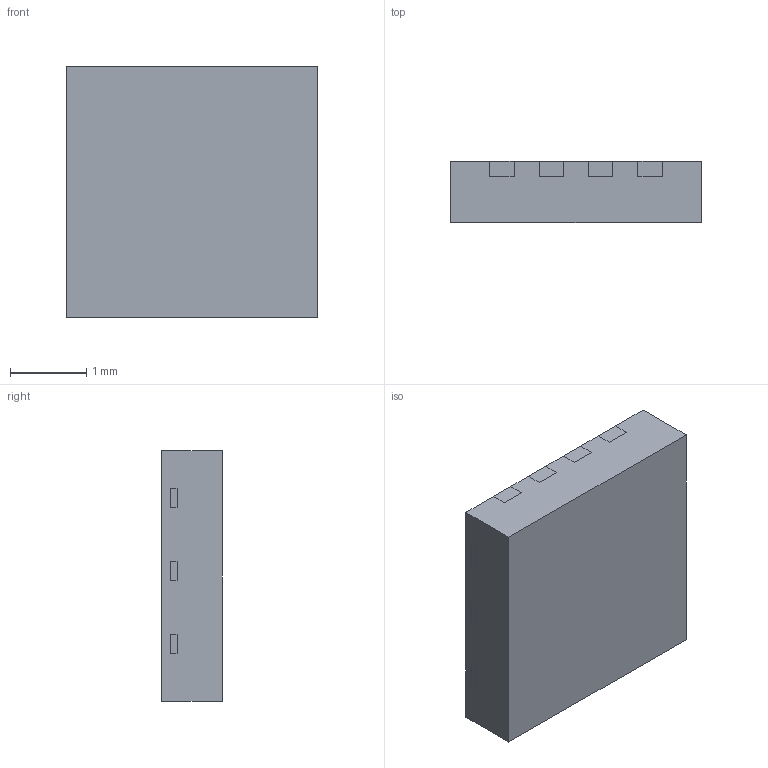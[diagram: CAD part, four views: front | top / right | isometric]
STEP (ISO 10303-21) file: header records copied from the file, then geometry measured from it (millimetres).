
FILE_DESCRIPTION(/* description */ ('Unknown'),/* implementation_level */ '2;1');
FILE_NAME(/* name */ 'DFN3333B-8_STP',/* time_stamp */ '2020-10-15T15:31:16+08:00',/* author */ ('Unknown'),/* organization */ ('Unknown'),/* preprocessor_version */ 'ST-DEVELOPER v16.7',/* originating_system */ 'DEX',/* authorisation */ $);
FILE_SCHEMA (('AUTOMOTIVE_DESIGN {1 0 10303 214 3 1 1}'));
Length unit declared in the file: millimetre
Products named in the file (3): DFN3333B-8; CP; LF
Assembly tree (2 placements, depth 2):
  DFN3333B-8
    CP
    LF
Bounding box: 3.3 x 0.8 x 3.3 mm (x, y, z)
Volume: 8.7 mm3; surface area: 65.8 mm2
Topology: 4 solids, 4 shells, 206 faces, 624 edges, 416 vertices
Faces by surface type: plane 162, cylinder 44
Entity records: 7790 total; most frequent: CARTESIAN_POINT 1249, ORIENTED_EDGE 1248, DIRECTION 1130, EDGE_CURVE 624, LINE 536, VECTOR 536, VERTEX_POINT 416, AXIS2_PLACEMENT_3D 297
